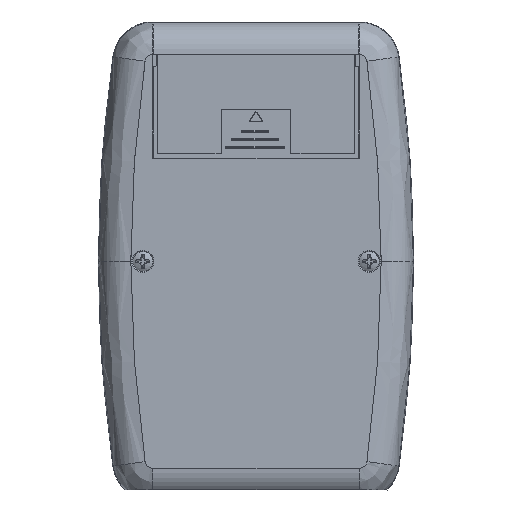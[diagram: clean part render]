
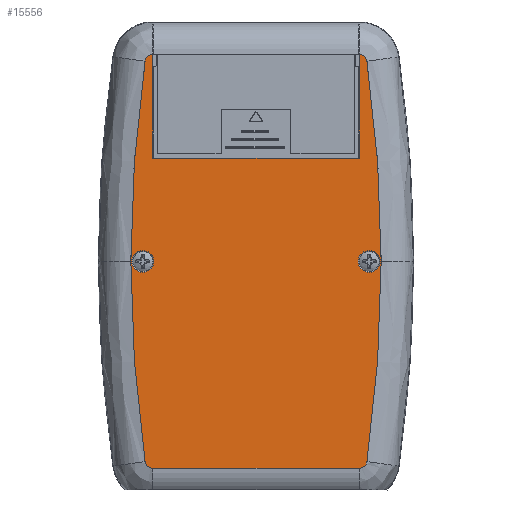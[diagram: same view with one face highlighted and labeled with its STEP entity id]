
A CAD part, top view. The second image highlights one B-rep face of the part: STEP entity #15556.
In plain terms, the highlighted planar face has unit normal (0, 0, 1).
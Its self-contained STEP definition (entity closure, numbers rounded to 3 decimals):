
#598=FACE_BOUND('',#2805,.T.);
#599=FACE_BOUND('',#2806,.T.);
#836=B_SPLINE_CURVE_WITH_KNOTS('',3,(#22930,#22931,#22932,#22933),
 .UNSPECIFIED.,.F.,.F.,(4,4),(0.,5.027),
 .UNSPECIFIED.);
#843=B_SPLINE_CURVE_WITH_KNOTS('',3,(#23047,#23048,#23049,#23050),
 .UNSPECIFIED.,.F.,.F.,(4,4),(0.,5.027),.UNSPECIFIED.);
#853=B_SPLINE_CURVE_WITH_KNOTS('',3,(#23305,#23306,#23307,#23308),
 .UNSPECIFIED.,.F.,.F.,(4,4),(0.,5.027),.UNSPECIFIED.);
#860=B_SPLINE_CURVE_WITH_KNOTS('',3,(#23407,#23408,#23409,#23410,#23411,
#23412,#23413),.UNSPECIFIED.,.F.,.F.,(4,1,1,1,4),(0.,0.041,
0.122,0.203,0.284),.UNSPECIFIED.);
#861=B_SPLINE_CURVE_WITH_KNOTS('',3,(#23416,#23417,#23418,#23419,#23420,
#23421,#23422),.UNSPECIFIED.,.F.,.F.,(4,1,1,1,4),(0.,0.041,
0.122,0.203,0.284),.UNSPECIFIED.);
#862=B_SPLINE_CURVE_WITH_KNOTS('',3,(#23424,#23425,#23426,#23427),
 .UNSPECIFIED.,.F.,.F.,(4,4),(0.,5.027),
 .UNSPECIFIED.);
#863=B_SPLINE_CURVE_WITH_KNOTS('',3,(#23429,#23430,#23431,#23432,#23433,
#23434,#23435),.UNSPECIFIED.,.F.,.F.,(4,1,1,1,4),(0.,
0.081,0.122,0.203,0.284),
 .UNSPECIFIED.);
#864=B_SPLINE_CURVE_WITH_KNOTS('',3,(#23442,#23443,#23444,#23445,#23446,
#23447,#23448),.UNSPECIFIED.,.F.,.F.,(4,1,1,1,4),(0.,
0.081,0.122,0.203,0.284),
 .UNSPECIFIED.);
#1372=CIRCLE('',#16416,2.75);
#1373=CIRCLE('',#16417,2.75);
#1877=FACE_OUTER_BOUND('',#2804,.T.);
#2804=EDGE_LOOP('',(#11244,#11245,#11246,#11247,#11248,#11249,#11250,#11251,
#11252,#11253,#11254,#11255));
#2805=EDGE_LOOP('',(#11256));
#2806=EDGE_LOOP('',(#11257));
#3992=LINE('',#23415,#5320);
#3993=LINE('',#23437,#5321);
#3994=LINE('',#23439,#5322);
#3995=LINE('',#23441,#5323);
#5320=VECTOR('',#17944,51.609);
#5321=VECTOR('',#17945,26.);
#5322=VECTOR('',#17946,51.609);
#5323=VECTOR('',#17947,26.);
#6626=VERTEX_POINT('',#22927);
#6627=VERTEX_POINT('',#22929);
#6634=VERTEX_POINT('',#23046);
#6643=VERTEX_POINT('',#23302);
#6644=VERTEX_POINT('',#23304);
#6651=VERTEX_POINT('',#23406);
#6652=VERTEX_POINT('',#23414);
#6653=VERTEX_POINT('',#23423);
#6654=VERTEX_POINT('',#23428);
#6655=VERTEX_POINT('',#23436);
#6656=VERTEX_POINT('',#23438);
#6657=VERTEX_POINT('',#23440);
#6658=VERTEX_POINT('',#23449);
#6659=VERTEX_POINT('',#23451);
#8349=EDGE_CURVE('',#6626,#6627,#836,.T.);
#8359=EDGE_CURVE('',#6634,#6626,#843,.T.);
#8371=EDGE_CURVE('',#6643,#6644,#853,.T.);
#8381=EDGE_CURVE('',#6651,#6634,#860,.T.);
#8382=EDGE_CURVE('',#6652,#6651,#3992,.T.);
#8383=EDGE_CURVE('',#6644,#6652,#861,.T.);
#8384=EDGE_CURVE('',#6653,#6643,#862,.T.);
#8385=EDGE_CURVE('',#6654,#6653,#863,.T.);
#8386=EDGE_CURVE('',#6654,#6655,#3993,.T.);
#8387=EDGE_CURVE('',#6655,#6656,#3994,.T.);
#8388=EDGE_CURVE('',#6656,#6657,#3995,.T.);
#8389=EDGE_CURVE('',#6627,#6657,#864,.T.);
#8390=EDGE_CURVE('',#6658,#6658,#1372,.T.);
#8391=EDGE_CURVE('',#6659,#6659,#1373,.T.);
#11244=ORIENTED_EDGE('',*,*,#8359,.F.);
#11245=ORIENTED_EDGE('',*,*,#8381,.F.);
#11246=ORIENTED_EDGE('',*,*,#8382,.F.);
#11247=ORIENTED_EDGE('',*,*,#8383,.F.);
#11248=ORIENTED_EDGE('',*,*,#8371,.F.);
#11249=ORIENTED_EDGE('',*,*,#8384,.F.);
#11250=ORIENTED_EDGE('',*,*,#8385,.F.);
#11251=ORIENTED_EDGE('',*,*,#8386,.T.);
#11252=ORIENTED_EDGE('',*,*,#8387,.T.);
#11253=ORIENTED_EDGE('',*,*,#8388,.T.);
#11254=ORIENTED_EDGE('',*,*,#8389,.F.);
#11255=ORIENTED_EDGE('',*,*,#8349,.F.);
#11256=ORIENTED_EDGE('',*,*,#8390,.T.);
#11257=ORIENTED_EDGE('',*,*,#8391,.T.);
#14981=PLANE('',#16415);
#15556=ADVANCED_FACE('',(#1877,#598,#599),#14981,.T.);
#16415=AXIS2_PLACEMENT_3D('',#23405,#17942,#17943);
#16416=AXIS2_PLACEMENT_3D('',#23450,#17948,#17949);
#16417=AXIS2_PLACEMENT_3D('',#23452,#17950,#17951);
#17942=DIRECTION('center_axis',(0.,0.,1.));
#17943=DIRECTION('ref_axis',(1.,0.,0.));
#17944=DIRECTION('',(-1.,0.,0.));
#17945=DIRECTION('',(0.,-1.,0.));
#17946=DIRECTION('',(-1.,0.,0.));
#17947=DIRECTION('',(0.,1.,0.));
#17948=DIRECTION('center_axis',(0.,0.,-1.));
#17949=DIRECTION('ref_axis',(-1.,0.,0.));
#17950=DIRECTION('center_axis',(0.,0.,-1.));
#17951=DIRECTION('ref_axis',(-1.,0.,0.));
#22927=CARTESIAN_POINT('',(-16.807,21.743,12.));
#22929=CARTESIAN_POINT('',(-13.235,71.881,12.));
#22930=CARTESIAN_POINT('Ctrl Pts',(-16.807,21.743,12.));
#22931=CARTESIAN_POINT('Ctrl Pts',(-16.807,38.498,12.));
#22932=CARTESIAN_POINT('Ctrl Pts',(-15.599,55.294,12.));
#22933=CARTESIAN_POINT('Ctrl Pts',(-13.235,71.881,12.));
#23046=CARTESIAN_POINT('',(-13.235,-28.396,12.));
#23047=CARTESIAN_POINT('Ctrl Pts',(-13.235,-28.396,12.));
#23048=CARTESIAN_POINT('Ctrl Pts',(-15.599,-11.808,
12.));
#23049=CARTESIAN_POINT('Ctrl Pts',(-16.807,4.988,12.));
#23050=CARTESIAN_POINT('Ctrl Pts',(-16.807,21.743,12.));
#23302=CARTESIAN_POINT('',(45.904,21.743,12.));
#23304=CARTESIAN_POINT('',(42.332,-28.396,12.));
#23305=CARTESIAN_POINT('Ctrl Pts',(45.904,21.743,12.));
#23306=CARTESIAN_POINT('Ctrl Pts',(45.904,4.988,12.));
#23307=CARTESIAN_POINT('Ctrl Pts',(44.695,-11.808,12.));
#23308=CARTESIAN_POINT('Ctrl Pts',(42.332,-28.396,12.));
#23405=CARTESIAN_POINT('Origin',(14.548,21.743,12.));
#23406=CARTESIAN_POINT('',(-11.257,-30.113,12.));
#23407=CARTESIAN_POINT('Ctrl Pts',(-11.257,-30.113,12.));
#23408=CARTESIAN_POINT('Ctrl Pts',(-11.392,-30.113,12.));
#23409=CARTESIAN_POINT('Ctrl Pts',(-11.801,-30.071,
12.));
#23410=CARTESIAN_POINT('Ctrl Pts',(-12.437,-29.796,
12.));
#23411=CARTESIAN_POINT('Ctrl Pts',(-13.009,-29.188,
12.));
#23412=CARTESIAN_POINT('Ctrl Pts',(-13.197,-28.664,
12.));
#23413=CARTESIAN_POINT('Ctrl Pts',(-13.235,-28.396,12.));
#23414=CARTESIAN_POINT('',(40.353,-30.113,12.));
#23415=CARTESIAN_POINT('',(31.798,-30.113,12.));
#23416=CARTESIAN_POINT('Ctrl Pts',(42.332,-28.396,12.));
#23417=CARTESIAN_POINT('Ctrl Pts',(42.313,-28.53,12.));
#23418=CARTESIAN_POINT('Ctrl Pts',(42.214,-28.929,12.));
#23419=CARTESIAN_POINT('Ctrl Pts',(41.852,-29.519,12.));
#23420=CARTESIAN_POINT('Ctrl Pts',(41.169,-30.,12.));
#23421=CARTESIAN_POINT('Ctrl Pts',(40.623,-30.113,12.));
#23422=CARTESIAN_POINT('Ctrl Pts',(40.353,-30.113,12.));
#23423=CARTESIAN_POINT('',(42.332,71.881,12.));
#23424=CARTESIAN_POINT('Ctrl Pts',(42.332,71.881,12.));
#23425=CARTESIAN_POINT('Ctrl Pts',(44.695,55.294,12.));
#23426=CARTESIAN_POINT('Ctrl Pts',(45.904,38.498,12.));
#23427=CARTESIAN_POINT('Ctrl Pts',(45.904,21.743,12.));
#23428=CARTESIAN_POINT('',(40.353,73.598,12.));
#23429=CARTESIAN_POINT('Ctrl Pts',(40.353,73.598,12.));
#23430=CARTESIAN_POINT('Ctrl Pts',(40.623,73.598,12.));
#23431=CARTESIAN_POINT('Ctrl Pts',(41.033,73.513,12.));
#23432=CARTESIAN_POINT('Ctrl Pts',(41.63,73.178,12.));
#23433=CARTESIAN_POINT('Ctrl Pts',(42.105,72.672,12.));
#23434=CARTESIAN_POINT('Ctrl Pts',(42.293,72.149,12.));
#23435=CARTESIAN_POINT('Ctrl Pts',(42.332,71.881,12.));
#23436=CARTESIAN_POINT('',(40.353,47.598,12.));
#23437=CARTESIAN_POINT('',(40.353,47.671,12.));
#23438=CARTESIAN_POINT('',(-11.257,47.598,12.));
#23439=CARTESIAN_POINT('',(1.646,47.598,12.));
#23440=CARTESIAN_POINT('',(-11.257,73.598,12.));
#23441=CARTESIAN_POINT('',(-11.257,55.171,12.));
#23442=CARTESIAN_POINT('Ctrl Pts',(-13.235,71.881,12.));
#23443=CARTESIAN_POINT('Ctrl Pts',(-13.197,72.149,12.));
#23444=CARTESIAN_POINT('Ctrl Pts',(-13.055,72.543,12.));
#23445=CARTESIAN_POINT('Ctrl Pts',(-12.64,73.086,12.));
#23446=CARTESIAN_POINT('Ctrl Pts',(-12.071,73.486,12.));
#23447=CARTESIAN_POINT('Ctrl Pts',(-11.527,73.598,12.));
#23448=CARTESIAN_POINT('Ctrl Pts',(-11.257,73.598,12.));
#23449=CARTESIAN_POINT('',(-11.076,21.743,12.));
#23450=CARTESIAN_POINT('Origin',(-13.826,21.743,12.));
#23451=CARTESIAN_POINT('',(45.672,21.743,12.));
#23452=CARTESIAN_POINT('Origin',(42.922,21.743,12.));
